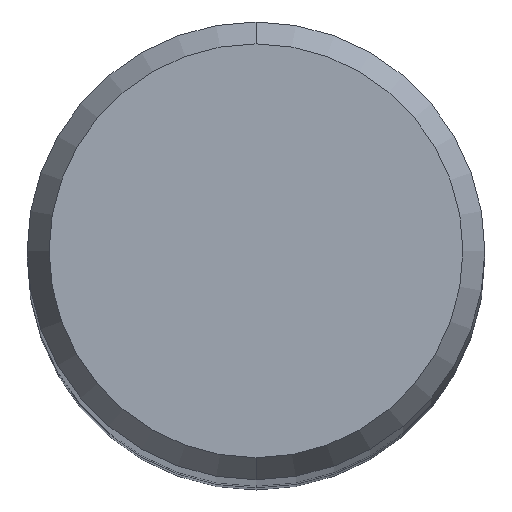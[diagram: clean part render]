
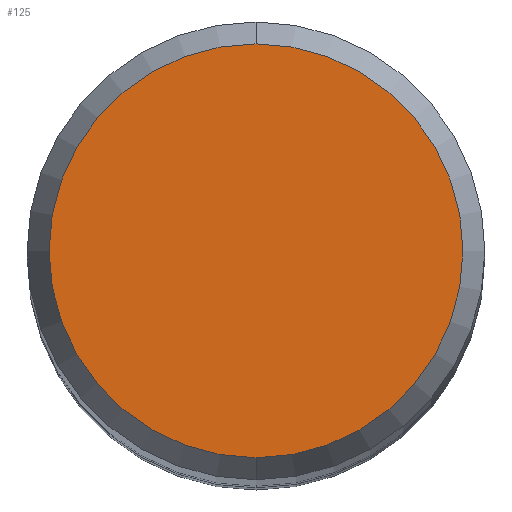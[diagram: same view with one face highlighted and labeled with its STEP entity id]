
A CAD part, top view. The second image highlights one B-rep face of the part: STEP entity #125.
In plain terms, the highlighted planar face has unit normal (0, 0, 1).
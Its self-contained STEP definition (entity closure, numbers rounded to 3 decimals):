
#115=EDGE_CURVE('',#143,#135,#260,.T.);
#125=ADVANCED_FACE('',(#271),#272,.T.);
#135=VERTEX_POINT('',#283);
#143=VERTEX_POINT('',#292);
#205=EDGE_CURVE('',#135,#143,#362,.T.);
#260=CIRCLE('',#419,2.158);
#271=FACE_OUTER_BOUND('',#434,.T.);
#272=PLANE('',#435);
#283=CARTESIAN_POINT('',(0.,-2.158,0.0));
#292=CARTESIAN_POINT('',(0.0,2.158,0.0));
#362=CIRCLE('',#549,2.158);
#419=AXIS2_PLACEMENT_3D('',#592,#593,#594);
#434=EDGE_LOOP('',(#611,#612));
#435=AXIS2_PLACEMENT_3D('',#613,#614,#615);
#549=AXIS2_PLACEMENT_3D('',#727,#728,#729);
#592=CARTESIAN_POINT('',(0.0,0.0,0.0));
#593=DIRECTION('',(0.0,0.0,-1.0));
#594=DIRECTION('',(0.0,1.0,0.0));
#611=ORIENTED_EDGE('',*,*,#115,.F.);
#612=ORIENTED_EDGE('',*,*,#205,.F.);
#613=CARTESIAN_POINT('',(0.0,1.079,0.0));
#614=DIRECTION('',(-0.0,0.0,1.0));
#615=DIRECTION('',(0.0,-1.0,0.0));
#727=CARTESIAN_POINT('',(0.0,0.0,0.0));
#728=DIRECTION('',(0.0,0.0,-1.0));
#729=DIRECTION('',(0.0,1.0,0.0));
